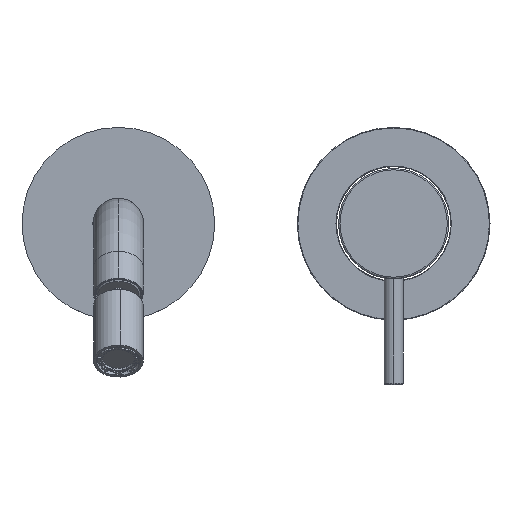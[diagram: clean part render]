
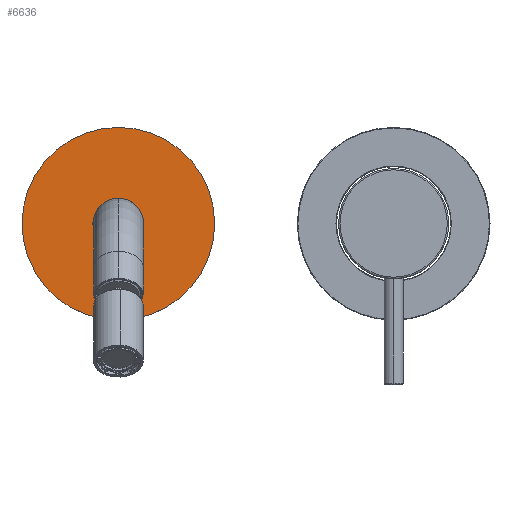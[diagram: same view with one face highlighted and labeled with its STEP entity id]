
A CAD part, top view. The second image highlights one B-rep face of the part: STEP entity #6636.
In plain terms, the highlighted planar face has unit normal (0, 0, 1).
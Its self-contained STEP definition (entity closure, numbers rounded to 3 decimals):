
#118 = EDGE_CURVE ( 'NONE', #5715, #4951, #8934, .T. ) ;
#300 = DIRECTION ( 'NONE',  ( 0., 0., 1. ) ) ;
#331 = CARTESIAN_POINT ( 'NONE',  ( 0., 0., 4. ) ) ;
#733 = CIRCLE ( 'NONE', #1919, 35. ) ;
#813 = CARTESIAN_POINT ( 'NONE',  ( 35., 0., 4. ) ) ;
#965 = CARTESIAN_POINT ( 'NONE',  ( -9.25, 0., 4. ) ) ;
#1052 = EDGE_LOOP ( 'NONE', ( #4930, #5427 ) ) ;
#1632 = DIRECTION ( 'NONE',  ( 1., 0., 0. ) ) ;
#1664 = DIRECTION ( 'NONE',  ( 1., 0., 0. ) ) ;
#1785 = DIRECTION ( 'NONE',  ( 1., 0., 0. ) ) ;
#1919 = AXIS2_PLACEMENT_3D ( 'NONE', #4394, #3052, #5876 ) ;
#2184 = EDGE_CURVE ( 'NONE', #8475, #7828, #5195, .T. ) ;
#2203 = EDGE_LOOP ( 'NONE', ( #5883, #2995 ) ) ;
#2804 = DIRECTION ( 'NONE',  ( 1., 0., 0. ) ) ;
#2992 = CARTESIAN_POINT ( 'NONE',  ( 0., 0., 4. ) ) ;
#2995 = ORIENTED_EDGE ( 'NONE', *, *, #8669, .F. ) ;
#3007 = DIRECTION ( 'NONE',  ( 0., 0., 1. ) ) ;
#3052 = DIRECTION ( 'NONE',  ( 0., 0., 1. ) ) ;
#3090 = EDGE_CURVE ( 'NONE', #4951, #5715, #733, .T. ) ;
#3204 = FACE_OUTER_BOUND ( 'NONE', #1052, .T. ) ;
#3456 = CARTESIAN_POINT ( 'NONE',  ( 0., 0., 4. ) ) ;
#3854 = CARTESIAN_POINT ( 'NONE',  ( 0., 0., 4. ) ) ;
#4229 = CARTESIAN_POINT ( 'NONE',  ( 9.25, 0., 4. ) ) ;
#4394 = CARTESIAN_POINT ( 'NONE',  ( 0., 0., 4. ) ) ;
#4488 = AXIS2_PLACEMENT_3D ( 'NONE', #331, #3007, #1632 ) ;
#4930 = ORIENTED_EDGE ( 'NONE', *, *, #3090, .T. ) ;
#4951 = VERTEX_POINT ( 'NONE', #813 ) ;
#5195 = CIRCLE ( 'NONE', #6546, 9.25 ) ;
#5427 = ORIENTED_EDGE ( 'NONE', *, *, #118, .T. ) ;
#5554 = CIRCLE ( 'NONE', #7792, 9.25 ) ;
#5715 = VERTEX_POINT ( 'NONE', #7277 ) ;
#5720 = DIRECTION ( 'NONE',  ( 0., 0., 1. ) ) ;
#5876 = DIRECTION ( 'NONE',  ( 1., 0., 0. ) ) ;
#5883 = ORIENTED_EDGE ( 'NONE', *, *, #2184, .F. ) ;
#5984 = FACE_BOUND ( 'NONE', #2203, .T. ) ;
#6546 = AXIS2_PLACEMENT_3D ( 'NONE', #2992, #5720, #1664 ) ;
#6636 = ADVANCED_FACE ( 'NONE', ( #5984, #3204 ), #6905, .T. ) ;
#6905 = PLANE ( 'NONE',  #8483 ) ;
#7277 = CARTESIAN_POINT ( 'NONE',  ( -35., 0., 4. ) ) ;
#7792 = AXIS2_PLACEMENT_3D ( 'NONE', #3456, #9113, #2804 ) ;
#7828 = VERTEX_POINT ( 'NONE', #4229 ) ;
#8475 = VERTEX_POINT ( 'NONE', #965 ) ;
#8483 = AXIS2_PLACEMENT_3D ( 'NONE', #3854, #300, #1785 ) ;
#8669 = EDGE_CURVE ( 'NONE', #7828, #8475, #5554, .T. ) ;
#8934 = CIRCLE ( 'NONE', #4488, 35. ) ;
#9113 = DIRECTION ( 'NONE',  ( 0., 0., 1. ) ) ;
